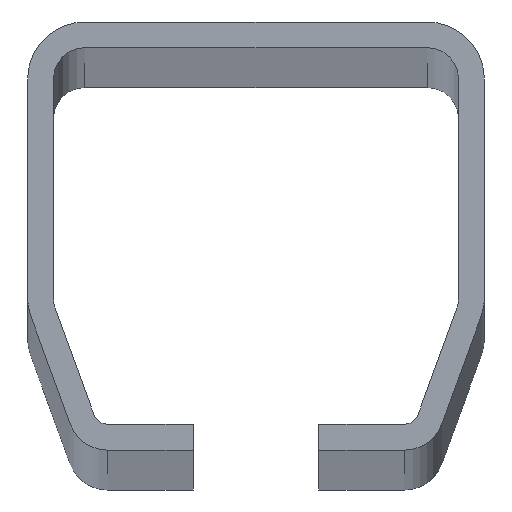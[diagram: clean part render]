
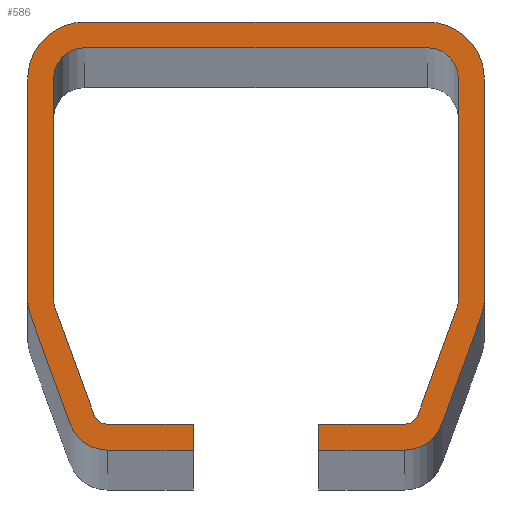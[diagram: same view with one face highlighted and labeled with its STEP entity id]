
A CAD part, top view. The second image highlights one B-rep face of the part: STEP entity #586.
In plain terms, the highlighted planar face has unit normal (0, 0, 1).
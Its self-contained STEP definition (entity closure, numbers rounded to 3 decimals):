
#56=FACE_OUTER_BOUND('',#86,.T.);
#86=EDGE_LOOP('',(#511,#512,#513,#514,#515,#516,#517,#518,#519,#520,#521,
#522,#523,#524,#525,#526,#527,#528,#529,#530,#531,#532,#533,#534,#535,#536,
#537,#538));
#104=LINE('',#893,#164);
#107=LINE('',#901,#167);
#110=LINE('',#909,#170);
#112=LINE('',#913,#172);
#114=LINE('',#917,#174);
#117=LINE('',#925,#177);
#120=LINE('',#933,#180);
#123=LINE('',#941,#183);
#126=LINE('',#949,#186);
#129=LINE('',#957,#189);
#132=LINE('',#965,#192);
#134=LINE('',#969,#194);
#136=LINE('',#973,#196);
#139=LINE('',#981,#199);
#142=LINE('',#989,#202);
#145=LINE('',#997,#205);
#164=VECTOR('',#708,10.);
#167=VECTOR('',#717,10.);
#170=VECTOR('',#726,10.);
#172=VECTOR('',#730,10.);
#174=VECTOR('',#734,10.);
#177=VECTOR('',#743,10.);
#180=VECTOR('',#752,10.);
#183=VECTOR('',#761,10.);
#186=VECTOR('',#770,10.);
#189=VECTOR('',#779,10.);
#192=VECTOR('',#788,10.);
#194=VECTOR('',#792,10.);
#196=VECTOR('',#796,10.);
#199=VECTOR('',#805,10.);
#202=VECTOR('',#814,10.);
#205=VECTOR('',#823,10.);
#219=CIRCLE('',#622,10.);
#220=CIRCLE('',#625,7.);
#221=CIRCLE('',#630,2.5);
#222=CIRCLE('',#633,5.5);
#223=CIRCLE('',#636,5.5);
#224=CIRCLE('',#639,5.5);
#225=CIRCLE('',#642,5.5);
#226=CIRCLE('',#645,2.5);
#227=CIRCLE('',#650,7.);
#228=CIRCLE('',#653,10.);
#229=CIRCLE('',#656,10.);
#230=CIRCLE('',#659,10.);
#259=VERTEX_POINT('',#890);
#260=VERTEX_POINT('',#892);
#261=VERTEX_POINT('',#896);
#262=VERTEX_POINT('',#900);
#263=VERTEX_POINT('',#904);
#264=VERTEX_POINT('',#908);
#265=VERTEX_POINT('',#912);
#266=VERTEX_POINT('',#916);
#267=VERTEX_POINT('',#920);
#268=VERTEX_POINT('',#924);
#269=VERTEX_POINT('',#928);
#270=VERTEX_POINT('',#932);
#271=VERTEX_POINT('',#936);
#272=VERTEX_POINT('',#940);
#273=VERTEX_POINT('',#944);
#274=VERTEX_POINT('',#948);
#275=VERTEX_POINT('',#952);
#276=VERTEX_POINT('',#956);
#277=VERTEX_POINT('',#960);
#278=VERTEX_POINT('',#964);
#279=VERTEX_POINT('',#968);
#280=VERTEX_POINT('',#972);
#281=VERTEX_POINT('',#976);
#282=VERTEX_POINT('',#980);
#283=VERTEX_POINT('',#984);
#284=VERTEX_POINT('',#988);
#285=VERTEX_POINT('',#992);
#286=VERTEX_POINT('',#996);
#316=EDGE_CURVE('',#260,#259,#104,.T.);
#318=EDGE_CURVE('',#261,#260,#219,.T.);
#320=EDGE_CURVE('',#262,#261,#107,.T.);
#322=EDGE_CURVE('',#263,#262,#220,.T.);
#324=EDGE_CURVE('',#264,#263,#110,.T.);
#326=EDGE_CURVE('',#265,#264,#112,.T.);
#328=EDGE_CURVE('',#266,#265,#114,.T.);
#330=EDGE_CURVE('',#267,#266,#221,.T.);
#332=EDGE_CURVE('',#268,#267,#117,.T.);
#334=EDGE_CURVE('',#269,#268,#222,.T.);
#336=EDGE_CURVE('',#270,#269,#120,.T.);
#338=EDGE_CURVE('',#271,#270,#223,.T.);
#340=EDGE_CURVE('',#272,#271,#123,.T.);
#342=EDGE_CURVE('',#273,#272,#224,.T.);
#344=EDGE_CURVE('',#274,#273,#126,.T.);
#346=EDGE_CURVE('',#275,#274,#225,.T.);
#348=EDGE_CURVE('',#276,#275,#129,.T.);
#350=EDGE_CURVE('',#277,#276,#226,.T.);
#352=EDGE_CURVE('',#278,#277,#132,.T.);
#354=EDGE_CURVE('',#279,#278,#134,.T.);
#356=EDGE_CURVE('',#280,#279,#136,.T.);
#358=EDGE_CURVE('',#281,#280,#227,.T.);
#360=EDGE_CURVE('',#282,#281,#139,.T.);
#362=EDGE_CURVE('',#283,#282,#228,.T.);
#364=EDGE_CURVE('',#284,#283,#142,.T.);
#366=EDGE_CURVE('',#285,#284,#229,.T.);
#368=EDGE_CURVE('',#286,#285,#145,.T.);
#370=EDGE_CURVE('',#259,#286,#230,.T.);
#511=ORIENTED_EDGE('',*,*,#370,.T.);
#512=ORIENTED_EDGE('',*,*,#368,.T.);
#513=ORIENTED_EDGE('',*,*,#366,.T.);
#514=ORIENTED_EDGE('',*,*,#364,.T.);
#515=ORIENTED_EDGE('',*,*,#362,.T.);
#516=ORIENTED_EDGE('',*,*,#360,.T.);
#517=ORIENTED_EDGE('',*,*,#358,.T.);
#518=ORIENTED_EDGE('',*,*,#356,.T.);
#519=ORIENTED_EDGE('',*,*,#354,.T.);
#520=ORIENTED_EDGE('',*,*,#352,.T.);
#521=ORIENTED_EDGE('',*,*,#350,.T.);
#522=ORIENTED_EDGE('',*,*,#348,.T.);
#523=ORIENTED_EDGE('',*,*,#346,.T.);
#524=ORIENTED_EDGE('',*,*,#344,.T.);
#525=ORIENTED_EDGE('',*,*,#342,.T.);
#526=ORIENTED_EDGE('',*,*,#340,.T.);
#527=ORIENTED_EDGE('',*,*,#338,.T.);
#528=ORIENTED_EDGE('',*,*,#336,.T.);
#529=ORIENTED_EDGE('',*,*,#334,.T.);
#530=ORIENTED_EDGE('',*,*,#332,.T.);
#531=ORIENTED_EDGE('',*,*,#330,.T.);
#532=ORIENTED_EDGE('',*,*,#328,.T.);
#533=ORIENTED_EDGE('',*,*,#326,.T.);
#534=ORIENTED_EDGE('',*,*,#324,.T.);
#535=ORIENTED_EDGE('',*,*,#322,.T.);
#536=ORIENTED_EDGE('',*,*,#320,.T.);
#537=ORIENTED_EDGE('',*,*,#318,.T.);
#538=ORIENTED_EDGE('',*,*,#316,.T.);
#556=PLANE('',#660);
#586=ADVANCED_FACE('',(#56),#556,.T.);
#622=AXIS2_PLACEMENT_3D('',#897,#712,#713);
#625=AXIS2_PLACEMENT_3D('',#905,#721,#722);
#630=AXIS2_PLACEMENT_3D('',#921,#738,#739);
#633=AXIS2_PLACEMENT_3D('',#929,#747,#748);
#636=AXIS2_PLACEMENT_3D('',#937,#756,#757);
#639=AXIS2_PLACEMENT_3D('',#945,#765,#766);
#642=AXIS2_PLACEMENT_3D('',#953,#774,#775);
#645=AXIS2_PLACEMENT_3D('',#961,#783,#784);
#650=AXIS2_PLACEMENT_3D('',#977,#800,#801);
#653=AXIS2_PLACEMENT_3D('',#985,#809,#810);
#656=AXIS2_PLACEMENT_3D('',#993,#818,#819);
#659=AXIS2_PLACEMENT_3D('',#1000,#827,#828);
#660=AXIS2_PLACEMENT_3D('',#1001,#829,#830);
#708=DIRECTION('',(0.,1.,0.));
#712=DIRECTION('center_axis',(0.,0.,1.));
#713=DIRECTION('ref_axis',(0.94,-0.342,0.));
#717=DIRECTION('',(0.342,0.94,0.));
#721=DIRECTION('center_axis',(0.,0.,1.));
#722=DIRECTION('ref_axis',(0.,-1.,0.));
#726=DIRECTION('',(1.,0.,0.));
#730=DIRECTION('',(0.,-1.,0.));
#734=DIRECTION('',(-1.,0.,0.));
#738=DIRECTION('center_axis',(0.,0.,-1.));
#739=DIRECTION('ref_axis',(0.,1.,0.));
#743=DIRECTION('',(-0.342,-0.94,0.));
#747=DIRECTION('center_axis',(0.,0.,-1.));
#748=DIRECTION('ref_axis',(-0.94,0.342,0.));
#752=DIRECTION('',(0.,-1.,0.));
#756=DIRECTION('center_axis',(0.,0.,-1.));
#757=DIRECTION('ref_axis',(-1.,0.,0.));
#761=DIRECTION('',(1.,0.,0.));
#765=DIRECTION('center_axis',(0.,0.,-1.));
#766=DIRECTION('ref_axis',(0.,-1.,0.));
#770=DIRECTION('',(0.,1.,0.));
#774=DIRECTION('center_axis',(0.,0.,-1.));
#775=DIRECTION('ref_axis',(1.,0.,0.));
#779=DIRECTION('',(-0.342,0.94,0.));
#783=DIRECTION('center_axis',(0.,0.,-1.));
#784=DIRECTION('ref_axis',(0.94,0.342,0.));
#788=DIRECTION('',(-1.,0.,0.));
#792=DIRECTION('',(0.,1.,0.));
#796=DIRECTION('',(1.,0.,0.));
#800=DIRECTION('center_axis',(0.,0.,1.));
#801=DIRECTION('ref_axis',(-0.94,-0.342,0.));
#805=DIRECTION('',(0.342,-0.94,0.));
#809=DIRECTION('center_axis',(0.,0.,1.));
#810=DIRECTION('ref_axis',(-1.,0.,0.));
#814=DIRECTION('',(0.,-1.,0.));
#818=DIRECTION('center_axis',(0.,0.,1.));
#819=DIRECTION('ref_axis',(0.,1.,0.));
#823=DIRECTION('',(-1.,0.,0.));
#827=DIRECTION('center_axis',(0.,0.,1.));
#828=DIRECTION('ref_axis',(1.,0.,0.));
#829=DIRECTION('center_axis',(0.,0.,1.));
#830=DIRECTION('ref_axis',(1.,0.,0.));
#890=CARTESIAN_POINT('',(40.,65.,2000.));
#892=CARTESIAN_POINT('',(40.,26.763,2000.));
#893=CARTESIAN_POINT('',(40.,26.763,2000.));
#896=CARTESIAN_POINT('',(39.397,23.343,2000.));
#897=CARTESIAN_POINT('Origin',(30.,26.763,2000.));
#900=CARTESIAN_POINT('',(32.577,4.606,2000.));
#901=CARTESIAN_POINT('',(32.577,4.606,2000.));
#904=CARTESIAN_POINT('',(25.999,0.,2000.));
#905=CARTESIAN_POINT('Origin',(25.999,7.,2000.));
#908=CARTESIAN_POINT('',(11.,0.,2000.));
#909=CARTESIAN_POINT('',(11.,0.,2000.));
#912=CARTESIAN_POINT('',(11.,4.5,2000.));
#913=CARTESIAN_POINT('',(11.,4.5,2000.));
#916=CARTESIAN_POINT('',(25.999,4.5,2000.));
#917=CARTESIAN_POINT('',(25.999,4.5,2000.));
#920=CARTESIAN_POINT('',(28.349,6.145,2000.));
#921=CARTESIAN_POINT('Origin',(25.999,7.,2000.));
#924=CARTESIAN_POINT('',(35.168,24.882,2000.));
#925=CARTESIAN_POINT('',(35.168,24.882,2000.));
#928=CARTESIAN_POINT('',(35.5,26.763,2000.));
#929=CARTESIAN_POINT('Origin',(30.,26.763,2000.));
#932=CARTESIAN_POINT('',(35.5,65.,2000.));
#933=CARTESIAN_POINT('',(35.5,65.,2000.));
#936=CARTESIAN_POINT('',(30.,70.5,2000.));
#937=CARTESIAN_POINT('Origin',(30.,65.,2000.));
#940=CARTESIAN_POINT('',(-30.,70.5,2000.));
#941=CARTESIAN_POINT('',(-30.,70.5,2000.));
#944=CARTESIAN_POINT('',(-35.5,65.,2000.));
#945=CARTESIAN_POINT('Origin',(-30.,65.,2000.));
#948=CARTESIAN_POINT('',(-35.5,26.763,2000.));
#949=CARTESIAN_POINT('',(-35.5,26.763,2000.));
#952=CARTESIAN_POINT('',(-35.168,24.882,2000.));
#953=CARTESIAN_POINT('Origin',(-30.,26.763,2000.));
#956=CARTESIAN_POINT('',(-28.349,6.145,2000.));
#957=CARTESIAN_POINT('',(-28.349,6.145,2000.));
#960=CARTESIAN_POINT('',(-25.999,4.5,2000.));
#961=CARTESIAN_POINT('Origin',(-25.999,7.,2000.));
#964=CARTESIAN_POINT('',(-11.,4.5,2000.));
#965=CARTESIAN_POINT('',(-11.,4.5,2000.));
#968=CARTESIAN_POINT('',(-11.,0.,2000.));
#969=CARTESIAN_POINT('',(-11.,0.,2000.));
#972=CARTESIAN_POINT('',(-25.999,0.,2000.));
#973=CARTESIAN_POINT('',(-25.999,0.,2000.));
#976=CARTESIAN_POINT('',(-32.577,4.606,2000.));
#977=CARTESIAN_POINT('Origin',(-25.999,7.,2000.));
#980=CARTESIAN_POINT('',(-39.397,23.343,2000.));
#981=CARTESIAN_POINT('',(-39.397,23.343,2000.));
#984=CARTESIAN_POINT('',(-40.,26.763,2000.));
#985=CARTESIAN_POINT('Origin',(-30.,26.763,2000.));
#988=CARTESIAN_POINT('',(-40.,65.,2000.));
#989=CARTESIAN_POINT('',(-40.,65.,2000.));
#992=CARTESIAN_POINT('',(-30.,75.,2000.));
#993=CARTESIAN_POINT('Origin',(-30.,65.,2000.));
#996=CARTESIAN_POINT('',(30.,75.,2000.));
#997=CARTESIAN_POINT('',(30.,75.,2000.));
#1000=CARTESIAN_POINT('Origin',(30.,65.,2000.));
#1001=CARTESIAN_POINT('Origin',(0.,41.131,
2000.));
